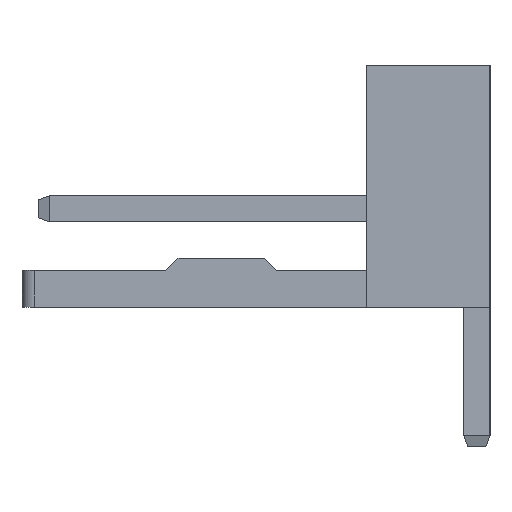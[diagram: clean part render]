
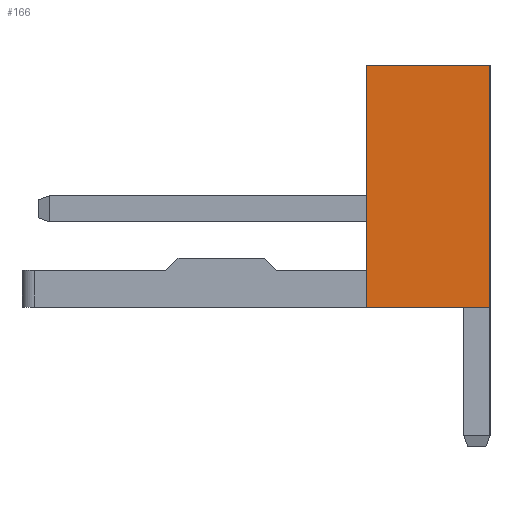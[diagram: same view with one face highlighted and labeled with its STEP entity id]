
A CAD part, left-side view. The second image highlights one B-rep face of the part: STEP entity #166.
In plain terms, the highlighted planar face has unit normal (-1, 0, 0).
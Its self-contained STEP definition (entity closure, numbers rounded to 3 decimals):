
#166=ADVANCED_FACE('',(#4302),#4304,.T.);
#4302=FACE_BOUND('',#4303,.T.);
#4303=EDGE_LOOP('',(#7664,#7665,#7666,#7667));
#4304=PLANE('',#4305);
#4305=AXIS2_PLACEMENT_3D('',#4306,#4307,#4308);
#4306=CARTESIAN_POINT('',(-1.27,-0.32,0.));
#4307=DIRECTION('',(-1.,0.,0.));
#4308=DIRECTION('',(0.,0.,1.));
#7664=ORIENTED_EDGE('',*,*,#9901,.T.);
#7665=ORIENTED_EDGE('',*,*,#9902,.T.);
#7666=ORIENTED_EDGE('',*,*,#9794,.F.);
#7667=ORIENTED_EDGE('',*,*,#9789,.F.);
#9789=EDGE_CURVE('',#10993,#10995,#10996,.T.);
#9794=EDGE_CURVE('',#10995,#11004,#11005,.T.);
#9901=EDGE_CURVE('',#10993,#11205,#11207,.T.);
#9902=EDGE_CURVE('',#11205,#11004,#11208,.T.);
#10993=VERTEX_POINT('',#12981);
#10995=VERTEX_POINT('',#12985);
#10996=LINE('',#12986,#12987);
#11004=VERTEX_POINT('',#13004);
#11005=LINE('',#13005,#13006);
#11205=VERTEX_POINT('',#13417);
#11207=LINE('',#13421,#13422);
#11208=LINE('',#13424,#13425);
#12981=CARTESIAN_POINT('',(-1.27,-0.32,0.));
#12985=CARTESIAN_POINT('',(-1.27,2.68,0.));
#12986=CARTESIAN_POINT('',(-1.27,-0.32,0.));
#12987=VECTOR('',#12988,1.);
#12988=DIRECTION('',(0.,1.,0.));
#13004=CARTESIAN_POINT('',(-1.27,2.68,5.9));
#13005=CARTESIAN_POINT('',(-1.27,2.68,0.));
#13006=VECTOR('',#13007,1.);
#13007=DIRECTION('',(0.,0.,1.));
#13417=CARTESIAN_POINT('',(-1.27,-0.32,5.9));
#13421=CARTESIAN_POINT('',(-1.27,-0.32,0.));
#13422=VECTOR('',#13423,1.);
#13423=DIRECTION('',(0.,0.,1.));
#13424=CARTESIAN_POINT('',(-1.27,-0.32,5.9));
#13425=VECTOR('',#13426,1.);
#13426=DIRECTION('',(0.,1.,0.));
